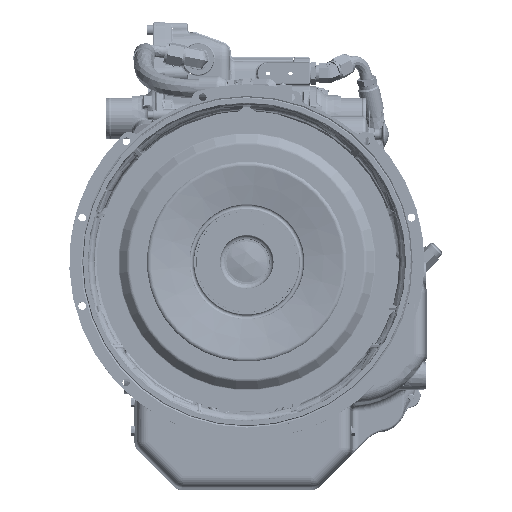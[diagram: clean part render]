
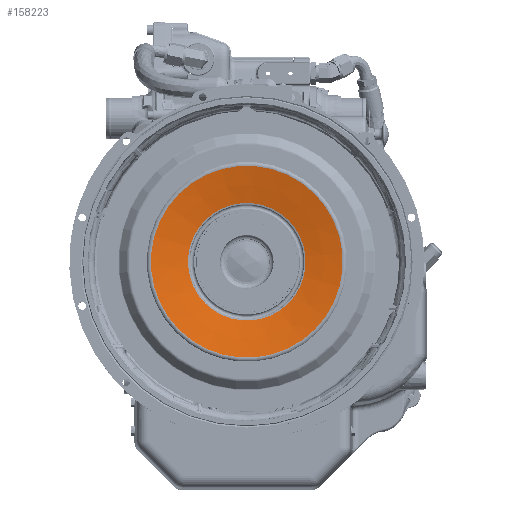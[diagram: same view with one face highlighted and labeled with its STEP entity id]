
A CAD part, top view. The second image highlights one B-rep face of the part: STEP entity #158223.
In plain terms, the highlighted conical face has half-angle 78.5 degrees and reference radius 149.293 mm.
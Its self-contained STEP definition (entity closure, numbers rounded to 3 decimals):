
#54751 = CARTESIAN_POINT ( 'NONE',  ( 0., 0., 41.98 ) ) ;
#97528 = CIRCLE ( 'NONE', #377439, 91.5 ) ;
#122666 = CIRCLE ( 'NONE', #177044, 149.293 ) ;
#126285 = DIRECTION ( 'NONE',  ( 0., 0., -1. ) ) ;
#126990 = EDGE_LOOP ( 'NONE', ( #365713 ) ) ;
#129128 = EDGE_CURVE ( 'NONE', #231726, #231726, #122666, .T. ) ;
#158223 = ADVANCED_FACE ( 'NONE', ( #383540, #304649 ), #188324, .F. ) ;
#174925 = CARTESIAN_POINT ( 'NONE',  ( 0., 0., 30.221 ) ) ;
#177044 = AXIS2_PLACEMENT_3D ( 'NONE', #304277, #126285, #334088 ) ;
#188324 = CONICAL_SURFACE ( 'NONE', #383721, 149.293, 1.37 ) ;
#202312 = EDGE_CURVE ( 'NONE', #221388, #221388, #97528, .T. ) ;
#203969 = DIRECTION ( 'NONE',  ( -0.259, 0.966, 0. ) ) ;
#204717 = DIRECTION ( 'NONE',  ( 0.259, -0.966, 0. ) ) ;
#209493 = CARTESIAN_POINT ( 'NONE',  ( 23.678, -88.383, 30.221 ) ) ;
#221388 = VERTEX_POINT ( 'NONE', #209493 ) ;
#231726 = VERTEX_POINT ( 'NONE', #273580 ) ;
#262601 = DIRECTION ( 'NONE',  ( 0., 0., 1. ) ) ;
#273580 = CARTESIAN_POINT ( 'NONE',  ( 38.634, -144.207, 41.98 ) ) ;
#304277 = CARTESIAN_POINT ( 'NONE',  ( 0., 0., 41.98 ) ) ;
#304649 = FACE_OUTER_BOUND ( 'NONE', #126990, .T. ) ;
#334088 = DIRECTION ( 'NONE',  ( 0.259, -0.966, 0. ) ) ;
#346532 = EDGE_LOOP ( 'NONE', ( #372785 ) ) ;
#365713 = ORIENTED_EDGE ( 'NONE', *, *, #129128, .F. ) ;
#372785 = ORIENTED_EDGE ( 'NONE', *, *, #202312, .T. ) ;
#377439 = AXIS2_PLACEMENT_3D ( 'NONE', #174925, #382740, #204717 ) ;
#382740 = DIRECTION ( 'NONE',  ( 0., 0., -1. ) ) ;
#383540 = FACE_BOUND ( 'NONE', #346532, .T. ) ;
#383721 = AXIS2_PLACEMENT_3D ( 'NONE', #54751, #262601, #203969 ) ;
